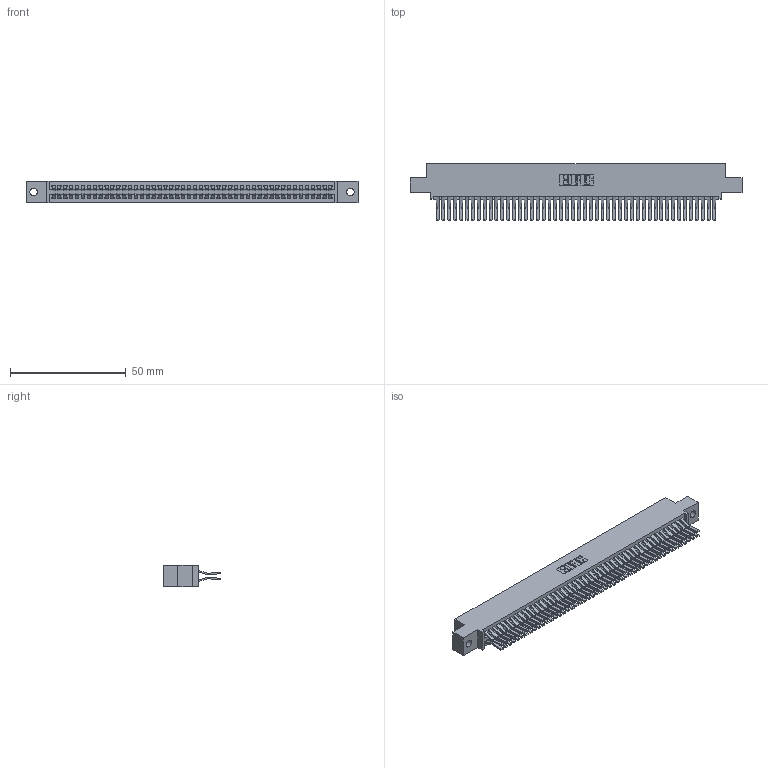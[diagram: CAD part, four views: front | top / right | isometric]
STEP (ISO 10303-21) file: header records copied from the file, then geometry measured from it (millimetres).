
FILE_DESCRIPTION (( 'STEP AP203' ), '1' );
FILE_NAME ('395-096-560-502.STEP', '2018-11-29T17:39:43', ( '' ), ( '' ), 'SwSTEP 2.0', 'SolidWorks 2016', '' );
FILE_SCHEMA (( 'CONFIG_CONTROL_DESIGN' ));
Length unit declared in the file: inch
Products named in the file (3): 345-292-001_560 Tail; 345 Part_0.110 Offset - 0.128 Dia; 395-096-560-502
Assembly tree (97 placements, depth 2):
  395-096-560-502
    345 Part_0.110 Offset - 0.128 Dia
    345-292-001_560 Tail  x96
Bounding box: 143.13 x 24.45 x 9.4 mm (x, y, z)
Volume: 14478.6 mm3; surface area: 22956.4 mm2
Topology: 97 solids, 97 shells, 5122 faces, 15233 edges, 10026 vertices
Faces by surface type: plane 3252, cylinder 1870
Entity records: 37077 total; most frequent: CARTESIAN_POINT 6212, ORIENTED_EDGE 6146, DIRECTION 5473, EDGE_CURVE 3073, VECTOR 2745, LINE 2745, VERTEX_POINT 2046, AXIS2_PLACEMENT_3D 1364
